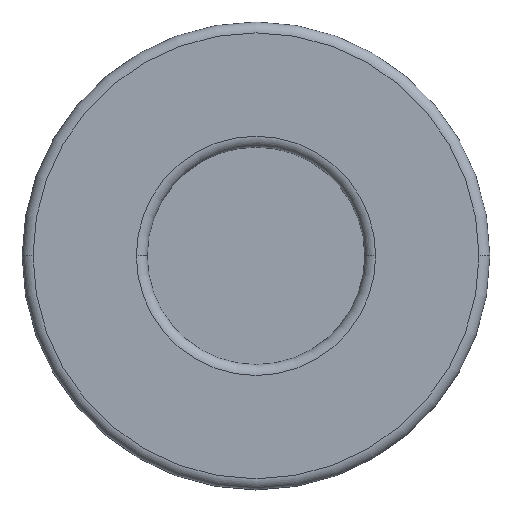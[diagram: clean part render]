
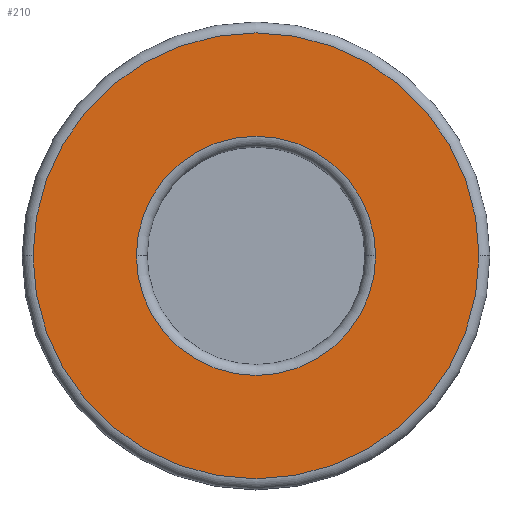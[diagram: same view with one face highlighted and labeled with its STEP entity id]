
A CAD part, top view. The second image highlights one B-rep face of the part: STEP entity #210.
In plain terms, the highlighted planar face has unit normal (0, 0, 1).
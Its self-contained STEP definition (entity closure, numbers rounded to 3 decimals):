
#2 = FACE_BOUND ( 'NONE', #173, .T. ) ;
#18 = DIRECTION ( 'NONE',  ( 0., 0., -1. ) ) ;
#19 = AXIS2_PLACEMENT_3D ( 'NONE', #133, #86, #88 ) ;
#26 = ORIENTED_EDGE ( 'NONE', *, *, #42, .T. ) ;
#27 = CARTESIAN_POINT ( 'NONE',  ( -2.05, 0., 1.5 ) ) ;
#36 = DIRECTION ( 'NONE',  ( 1., 0., 0. ) ) ;
#42 = EDGE_CURVE ( 'NONE', #259, #281, #139, .T. ) ;
#63 = DIRECTION ( 'NONE',  ( 1., 0., 0. ) ) ;
#64 = CIRCLE ( 'NONE', #19, 1.1 ) ;
#65 = EDGE_CURVE ( 'NONE', #227, #196, #64, .T. ) ;
#85 = ORIENTED_EDGE ( 'NONE', *, *, #65, .T. ) ;
#86 = DIRECTION ( 'NONE',  ( 0., 0., -1. ) ) ;
#87 = DIRECTION ( 'NONE',  ( 1., 0., 0. ) ) ;
#88 = DIRECTION ( 'NONE',  ( 1., 0., 0. ) ) ;
#94 = FACE_OUTER_BOUND ( 'NONE', #141, .T. ) ;
#96 = CARTESIAN_POINT ( 'NONE',  ( -1.1, 0., 1.5 ) ) ;
#103 = DIRECTION ( 'NONE',  ( 0., 0., 1. ) ) ;
#111 = DIRECTION ( 'NONE',  ( 1., 0., 0. ) ) ;
#126 = CIRCLE ( 'NONE', #223, 2.05 ) ;
#129 = EDGE_CURVE ( 'NONE', #196, #227, #226, .T. ) ;
#130 = AXIS2_PLACEMENT_3D ( 'NONE', #280, #238, #36 ) ;
#132 = AXIS2_PLACEMENT_3D ( 'NONE', #206, #103, #63 ) ;
#133 = CARTESIAN_POINT ( 'NONE',  ( 0., 0., 1.5 ) ) ;
#139 = CIRCLE ( 'NONE', #132, 2.05 ) ;
#141 = EDGE_LOOP ( 'NONE', ( #26, #288 ) ) ;
#149 = EDGE_CURVE ( 'NONE', #281, #259, #126, .T. ) ;
#173 = EDGE_LOOP ( 'NONE', ( #85, #268 ) ) ;
#185 = CARTESIAN_POINT ( 'NONE',  ( 0., 0., 1.5 ) ) ;
#189 = CARTESIAN_POINT ( 'NONE',  ( 1.1, 0., 1.5 ) ) ;
#196 = VERTEX_POINT ( 'NONE', #96 ) ;
#206 = CARTESIAN_POINT ( 'NONE',  ( 0., 0., 1.5 ) ) ;
#210 = ADVANCED_FACE ( 'NONE', ( #94, #2 ), #220, .T. ) ;
#220 = PLANE ( 'NONE',  #130 ) ;
#223 = AXIS2_PLACEMENT_3D ( 'NONE', #185, #272, #87 ) ;
#226 = CIRCLE ( 'NONE', #266, 1.1 ) ;
#227 = VERTEX_POINT ( 'NONE', #189 ) ;
#238 = DIRECTION ( 'NONE',  ( 0., 0., 1. ) ) ;
#259 = VERTEX_POINT ( 'NONE', #262 ) ;
#262 = CARTESIAN_POINT ( 'NONE',  ( 2.05, 0., 1.5 ) ) ;
#266 = AXIS2_PLACEMENT_3D ( 'NONE', #273, #18, #111 ) ;
#268 = ORIENTED_EDGE ( 'NONE', *, *, #129, .T. ) ;
#272 = DIRECTION ( 'NONE',  ( 0., 0., 1. ) ) ;
#273 = CARTESIAN_POINT ( 'NONE',  ( 0., 0., 1.5 ) ) ;
#280 = CARTESIAN_POINT ( 'NONE',  ( 0., 0., 1.5 ) ) ;
#281 = VERTEX_POINT ( 'NONE', #27 ) ;
#288 = ORIENTED_EDGE ( 'NONE', *, *, #149, .T. ) ;
